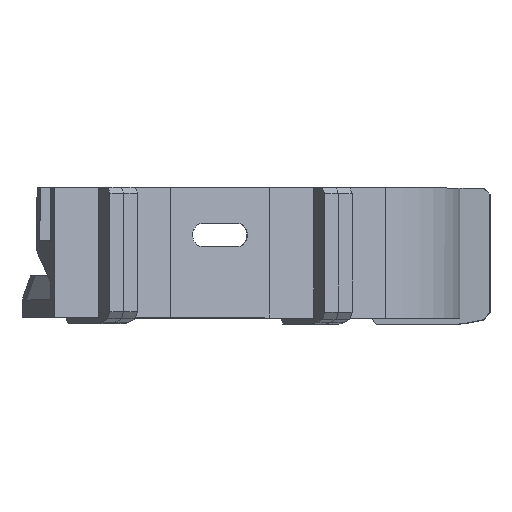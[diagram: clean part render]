
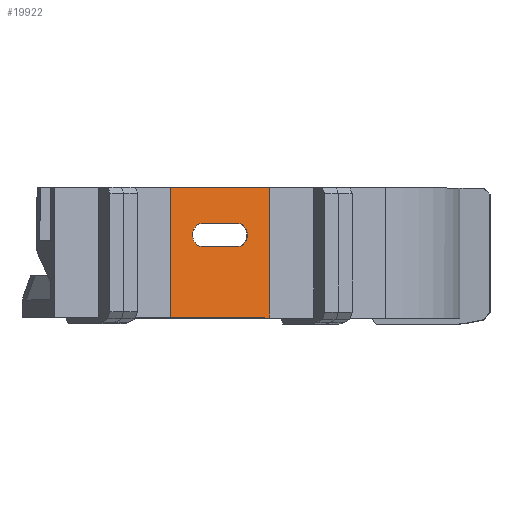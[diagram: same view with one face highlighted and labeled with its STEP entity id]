
A CAD part, left-side view. The second image highlights one B-rep face of the part: STEP entity #19922.
In plain terms, the highlighted face is planar.
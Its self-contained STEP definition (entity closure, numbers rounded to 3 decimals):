
#19646 = VERTEX_POINT('',#19647);
#19647 = CARTESIAN_POINT('',(3.,0.,16.));
#19654 = CYLINDRICAL_SURFACE('',#19655,2.);
#19655 = AXIS2_PLACEMENT_3D('',#19656,#19657,#19658);
#19656 = CARTESIAN_POINT('',(3.,24.,14.));
#19657 = DIRECTION('',(-0.,1.,0.));
#19658 = DIRECTION('',(0.,0.,-1.));
#19666 = PLANE('',#19667);
#19667 = AXIS2_PLACEMENT_3D('',#19668,#19669,#19670);
#19668 = CARTESIAN_POINT('',(3.,24.,16.));
#19669 = DIRECTION('',(0.,0.,-1.));
#19670 = DIRECTION('',(-1.,0.,-0.));
#19708 = VERTEX_POINT('',#19709);
#19709 = CARTESIAN_POINT('',(3.,0.,12.));
#19723 = PLANE('',#19724);
#19724 = AXIS2_PLACEMENT_3D('',#19725,#19726,#19727);
#19725 = CARTESIAN_POINT('',(-3.,24.,12.));
#19726 = DIRECTION('',(0.,0.,1.));
#19727 = DIRECTION('',(1.,0.,0.));
#19735 = EDGE_CURVE('',#19646,#19708,#19736,.T.);
#19736 = SURFACE_CURVE('',#19737,(#19742,#19749),.PCURVE_S1.);
#19737 = CIRCLE('',#19738,2.);
#19738 = AXIS2_PLACEMENT_3D('',#19739,#19740,#19741);
#19739 = CARTESIAN_POINT('',(3.,0.,14.));
#19740 = DIRECTION('',(0.,1.,0.));
#19741 = DIRECTION('',(0.,0.,-1.));
#19742 = PCURVE('',#19654,#19743);
#19743 = DEFINITIONAL_REPRESENTATION('',(#19744),#19748);
#19744 = LINE('',#19745,#19746);
#19745 = CARTESIAN_POINT('',(-6.283,-24.));
#19746 = VECTOR('',#19747,1.);
#19747 = DIRECTION('',(1.,-0.));
#19748 = ( GEOMETRIC_REPRESENTATION_CONTEXT(2) 
PARAMETRIC_REPRESENTATION_CONTEXT() REPRESENTATION_CONTEXT('2D SPACE',''
  ) );
#19749 = PCURVE('',#19750,#19755);
#19750 = PLANE('',#19751);
#19751 = AXIS2_PLACEMENT_3D('',#19752,#19753,#19754);
#19752 = CARTESIAN_POINT('',(0.,0.,0.));
#19753 = DIRECTION('',(0.,1.,-0.));
#19754 = DIRECTION('',(0.,0.,1.));
#19755 = DEFINITIONAL_REPRESENTATION('',(#19756),#19760);
#19756 = CIRCLE('',#19757,2.);
#19757 = AXIS2_PLACEMENT_2D('',#19758,#19759);
#19758 = CARTESIAN_POINT('',(14.,3.));
#19759 = DIRECTION('',(-1.,0.));
#19760 = ( GEOMETRIC_REPRESENTATION_CONTEXT(2) 
PARAMETRIC_REPRESENTATION_CONTEXT() REPRESENTATION_CONTEXT('2D SPACE',''
  ) );
#19768 = VERTEX_POINT('',#19769);
#19769 = CARTESIAN_POINT('',(-3.,0.,16.));
#19783 = CYLINDRICAL_SURFACE('',#19784,2.);
#19784 = AXIS2_PLACEMENT_3D('',#19785,#19786,#19787);
#19785 = CARTESIAN_POINT('',(-3.,24.,14.));
#19786 = DIRECTION('',(-0.,1.,0.));
#19787 = DIRECTION('',(0.,0.,1.));
#19822 = EDGE_CURVE('',#19646,#19768,#19823,.T.);
#19823 = SURFACE_CURVE('',#19824,(#19828,#19834),.PCURVE_S1.);
#19824 = LINE('',#19825,#19826);
#19825 = CARTESIAN_POINT('',(1.5,0.,16.));
#19826 = VECTOR('',#19827,1.);
#19827 = DIRECTION('',(-1.,0.,0.));
#19828 = PCURVE('',#19666,#19829);
#19829 = DEFINITIONAL_REPRESENTATION('',(#19830),#19833);
#19830 = B_SPLINE_CURVE_WITH_KNOTS('',1,(#19831,#19832),.UNSPECIFIED.,
  .F.,.F.,(2,2),(-1.5,4.5),.PIECEWISE_BEZIER_KNOTS.);
#19831 = CARTESIAN_POINT('',(0.,-24.));
#19832 = CARTESIAN_POINT('',(6.,-24.));
#19833 = ( GEOMETRIC_REPRESENTATION_CONTEXT(2) 
PARAMETRIC_REPRESENTATION_CONTEXT() REPRESENTATION_CONTEXT('2D SPACE',''
  ) );
#19834 = PCURVE('',#19750,#19835);
#19835 = DEFINITIONAL_REPRESENTATION('',(#19836),#19839);
#19836 = B_SPLINE_CURVE_WITH_KNOTS('',1,(#19837,#19838),.UNSPECIFIED.,
  .F.,.F.,(2,2),(-1.5,4.5),.PIECEWISE_BEZIER_KNOTS.);
#19837 = CARTESIAN_POINT('',(16.,3.));
#19838 = CARTESIAN_POINT('',(16.,-3.));
#19839 = ( GEOMETRIC_REPRESENTATION_CONTEXT(2) 
PARAMETRIC_REPRESENTATION_CONTEXT() REPRESENTATION_CONTEXT('2D SPACE',''
  ) );
#19922 = ADVANCED_FACE('',(#19923,#20037),#19750,.F.);
#19923 = FACE_BOUND('',#19924,.F.);
#19924 = EDGE_LOOP('',(#19925,#19955,#19983,#20011));
#19925 = ORIENTED_EDGE('',*,*,#19926,.F.);
#19926 = EDGE_CURVE('',#19927,#19929,#19931,.T.);
#19927 = VERTEX_POINT('',#19928);
#19928 = CARTESIAN_POINT('',(-9.,0.,0.));
#19929 = VERTEX_POINT('',#19930);
#19930 = CARTESIAN_POINT('',(9.,0.,0.));
#19931 = SURFACE_CURVE('',#19932,(#19936,#19943),.PCURVE_S1.);
#19932 = LINE('',#19933,#19934);
#19933 = CARTESIAN_POINT('',(-9.,0.,0.));
#19934 = VECTOR('',#19935,1.);
#19935 = DIRECTION('',(1.,0.,0.));
#19936 = PCURVE('',#19750,#19937);
#19937 = DEFINITIONAL_REPRESENTATION('',(#19938),#19942);
#19938 = LINE('',#19939,#19940);
#19939 = CARTESIAN_POINT('',(0.,-9.));
#19940 = VECTOR('',#19941,1.);
#19941 = DIRECTION('',(0.,1.));
#19942 = ( GEOMETRIC_REPRESENTATION_CONTEXT(2) 
PARAMETRIC_REPRESENTATION_CONTEXT() REPRESENTATION_CONTEXT('2D SPACE',''
  ) );
#19943 = PCURVE('',#19944,#19949);
#19944 = PLANE('',#19945);
#19945 = AXIS2_PLACEMENT_3D('',#19946,#19947,#19948);
#19946 = CARTESIAN_POINT('',(0.,15.,0.));
#19947 = DIRECTION('',(0.,0.,1.));
#19948 = DIRECTION('',(0.,-1.,0.));
#19949 = DEFINITIONAL_REPRESENTATION('',(#19950),#19954);
#19950 = LINE('',#19951,#19952);
#19951 = CARTESIAN_POINT('',(15.,-9.));
#19952 = VECTOR('',#19953,1.);
#19953 = DIRECTION('',(0.,1.));
#19954 = ( GEOMETRIC_REPRESENTATION_CONTEXT(2) 
PARAMETRIC_REPRESENTATION_CONTEXT() REPRESENTATION_CONTEXT('2D SPACE',''
  ) );
#19955 = ORIENTED_EDGE('',*,*,#19956,.T.);
#19956 = EDGE_CURVE('',#19927,#19957,#19959,.T.);
#19957 = VERTEX_POINT('',#19958);
#19958 = CARTESIAN_POINT('',(-9.,0.,22.));
#19959 = SURFACE_CURVE('',#19960,(#19964,#19971),.PCURVE_S1.);
#19960 = LINE('',#19961,#19962);
#19961 = CARTESIAN_POINT('',(-9.,0.,0.));
#19962 = VECTOR('',#19963,1.);
#19963 = DIRECTION('',(0.,0.,1.));
#19964 = PCURVE('',#19750,#19965);
#19965 = DEFINITIONAL_REPRESENTATION('',(#19966),#19970);
#19966 = LINE('',#19967,#19968);
#19967 = CARTESIAN_POINT('',(0.,-9.));
#19968 = VECTOR('',#19969,1.);
#19969 = DIRECTION('',(1.,0.));
#19970 = ( GEOMETRIC_REPRESENTATION_CONTEXT(2) 
PARAMETRIC_REPRESENTATION_CONTEXT() REPRESENTATION_CONTEXT('2D SPACE',''
  ) );
#19971 = PCURVE('',#19972,#19977);
#19972 = PLANE('',#19973);
#19973 = AXIS2_PLACEMENT_3D('',#19974,#19975,#19976);
#19974 = CARTESIAN_POINT('',(-9.,4.162,7.662));
#19975 = DIRECTION('',(-1.,0.,0.));
#19976 = DIRECTION('',(0.,0.,1.));
#19977 = DEFINITIONAL_REPRESENTATION('',(#19978),#19982);
#19978 = LINE('',#19979,#19980);
#19979 = CARTESIAN_POINT('',(-7.662,-4.162));
#19980 = VECTOR('',#19981,1.);
#19981 = DIRECTION('',(1.,0.));
#19982 = ( GEOMETRIC_REPRESENTATION_CONTEXT(2) 
PARAMETRIC_REPRESENTATION_CONTEXT() REPRESENTATION_CONTEXT('2D SPACE',''
  ) );
#19983 = ORIENTED_EDGE('',*,*,#19984,.F.);
#19984 = EDGE_CURVE('',#19985,#19957,#19987,.T.);
#19985 = VERTEX_POINT('',#19986);
#19986 = CARTESIAN_POINT('',(9.,0.,22.));
#19987 = SURFACE_CURVE('',#19988,(#19992,#19999),.PCURVE_S1.);
#19988 = LINE('',#19989,#19990);
#19989 = CARTESIAN_POINT('',(9.,0.,22.));
#19990 = VECTOR('',#19991,1.);
#19991 = DIRECTION('',(-1.,0.,0.));
#19992 = PCURVE('',#19750,#19993);
#19993 = DEFINITIONAL_REPRESENTATION('',(#19994),#19998);
#19994 = LINE('',#19995,#19996);
#19995 = CARTESIAN_POINT('',(22.,9.));
#19996 = VECTOR('',#19997,1.);
#19997 = DIRECTION('',(0.,-1.));
#19998 = ( GEOMETRIC_REPRESENTATION_CONTEXT(2) 
PARAMETRIC_REPRESENTATION_CONTEXT() REPRESENTATION_CONTEXT('2D SPACE',''
  ) );
#19999 = PCURVE('',#20000,#20005);
#20000 = PLANE('',#20001);
#20001 = AXIS2_PLACEMENT_3D('',#20002,#20003,#20004);
#20002 = CARTESIAN_POINT('',(0.,0.,22.));
#20003 = DIRECTION('',(0.,0.,-1.));
#20004 = DIRECTION('',(0.,1.,0.));
#20005 = DEFINITIONAL_REPRESENTATION('',(#20006),#20010);
#20006 = LINE('',#20007,#20008);
#20007 = CARTESIAN_POINT('',(0.,9.));
#20008 = VECTOR('',#20009,1.);
#20009 = DIRECTION('',(0.,-1.));
#20010 = ( GEOMETRIC_REPRESENTATION_CONTEXT(2) 
PARAMETRIC_REPRESENTATION_CONTEXT() REPRESENTATION_CONTEXT('2D SPACE',''
  ) );
#20011 = ORIENTED_EDGE('',*,*,#20012,.F.);
#20012 = EDGE_CURVE('',#19929,#19985,#20013,.T.);
#20013 = SURFACE_CURVE('',#20014,(#20018,#20025),.PCURVE_S1.);
#20014 = LINE('',#20015,#20016);
#20015 = CARTESIAN_POINT('',(9.,0.,0.));
#20016 = VECTOR('',#20017,1.);
#20017 = DIRECTION('',(0.,0.,1.));
#20018 = PCURVE('',#19750,#20019);
#20019 = DEFINITIONAL_REPRESENTATION('',(#20020),#20024);
#20020 = LINE('',#20021,#20022);
#20021 = CARTESIAN_POINT('',(0.,9.));
#20022 = VECTOR('',#20023,1.);
#20023 = DIRECTION('',(1.,0.));
#20024 = ( GEOMETRIC_REPRESENTATION_CONTEXT(2) 
PARAMETRIC_REPRESENTATION_CONTEXT() REPRESENTATION_CONTEXT('2D SPACE',''
  ) );
#20025 = PCURVE('',#20026,#20031);
#20026 = PLANE('',#20027);
#20027 = AXIS2_PLACEMENT_3D('',#20028,#20029,#20030);
#20028 = CARTESIAN_POINT('',(9.,4.162,7.662));
#20029 = DIRECTION('',(-1.,0.,0.));
#20030 = DIRECTION('',(0.,0.,1.));
#20031 = DEFINITIONAL_REPRESENTATION('',(#20032),#20036);
#20032 = LINE('',#20033,#20034);
#20033 = CARTESIAN_POINT('',(-7.662,-4.162));
#20034 = VECTOR('',#20035,1.);
#20035 = DIRECTION('',(1.,0.));
#20036 = ( GEOMETRIC_REPRESENTATION_CONTEXT(2) 
PARAMETRIC_REPRESENTATION_CONTEXT() REPRESENTATION_CONTEXT('2D SPACE',''
  ) );
#20037 = FACE_BOUND('',#20038,.F.);
#20038 = EDGE_LOOP('',(#20039,#20040,#20041,#20065));
#20039 = ORIENTED_EDGE('',*,*,#19735,.F.);
#20040 = ORIENTED_EDGE('',*,*,#19822,.T.);
#20041 = ORIENTED_EDGE('',*,*,#20042,.F.);
#20042 = EDGE_CURVE('',#20043,#19768,#20045,.T.);
#20043 = VERTEX_POINT('',#20044);
#20044 = CARTESIAN_POINT('',(-3.,0.,12.));
#20045 = SURFACE_CURVE('',#20046,(#20051,#20058),.PCURVE_S1.);
#20046 = CIRCLE('',#20047,2.);
#20047 = AXIS2_PLACEMENT_3D('',#20048,#20049,#20050);
#20048 = CARTESIAN_POINT('',(-3.,0.,14.));
#20049 = DIRECTION('',(-0.,1.,0.));
#20050 = DIRECTION('',(0.,0.,1.));
#20051 = PCURVE('',#19750,#20052);
#20052 = DEFINITIONAL_REPRESENTATION('',(#20053),#20057);
#20053 = CIRCLE('',#20054,2.);
#20054 = AXIS2_PLACEMENT_2D('',#20055,#20056);
#20055 = CARTESIAN_POINT('',(14.,-3.));
#20056 = DIRECTION('',(1.,0.));
#20057 = ( GEOMETRIC_REPRESENTATION_CONTEXT(2) 
PARAMETRIC_REPRESENTATION_CONTEXT() REPRESENTATION_CONTEXT('2D SPACE',''
  ) );
#20058 = PCURVE('',#19783,#20059);
#20059 = DEFINITIONAL_REPRESENTATION('',(#20060),#20064);
#20060 = LINE('',#20061,#20062);
#20061 = CARTESIAN_POINT('',(-6.283,-24.));
#20062 = VECTOR('',#20063,1.);
#20063 = DIRECTION('',(1.,-0.));
#20064 = ( GEOMETRIC_REPRESENTATION_CONTEXT(2) 
PARAMETRIC_REPRESENTATION_CONTEXT() REPRESENTATION_CONTEXT('2D SPACE',''
  ) );
#20065 = ORIENTED_EDGE('',*,*,#20066,.T.);
#20066 = EDGE_CURVE('',#20043,#19708,#20067,.T.);
#20067 = SURFACE_CURVE('',#20068,(#20072,#20078),.PCURVE_S1.);
#20068 = LINE('',#20069,#20070);
#20069 = CARTESIAN_POINT('',(-1.5,0.,12.));
#20070 = VECTOR('',#20071,1.);
#20071 = DIRECTION('',(1.,-0.,0.));
#20072 = PCURVE('',#19750,#20073);
#20073 = DEFINITIONAL_REPRESENTATION('',(#20074),#20077);
#20074 = B_SPLINE_CURVE_WITH_KNOTS('',1,(#20075,#20076),.UNSPECIFIED.,
  .F.,.F.,(2,2),(-1.5,4.5),.PIECEWISE_BEZIER_KNOTS.);
#20075 = CARTESIAN_POINT('',(12.,-3.));
#20076 = CARTESIAN_POINT('',(12.,3.));
#20077 = ( GEOMETRIC_REPRESENTATION_CONTEXT(2) 
PARAMETRIC_REPRESENTATION_CONTEXT() REPRESENTATION_CONTEXT('2D SPACE',''
  ) );
#20078 = PCURVE('',#19723,#20079);
#20079 = DEFINITIONAL_REPRESENTATION('',(#20080),#20083);
#20080 = B_SPLINE_CURVE_WITH_KNOTS('',1,(#20081,#20082),.UNSPECIFIED.,
  .F.,.F.,(2,2),(-1.5,4.5),.PIECEWISE_BEZIER_KNOTS.);
#20081 = CARTESIAN_POINT('',(0.,-24.));
#20082 = CARTESIAN_POINT('',(6.,-24.));
#20083 = ( GEOMETRIC_REPRESENTATION_CONTEXT(2) 
PARAMETRIC_REPRESENTATION_CONTEXT() REPRESENTATION_CONTEXT('2D SPACE',''
  ) );
